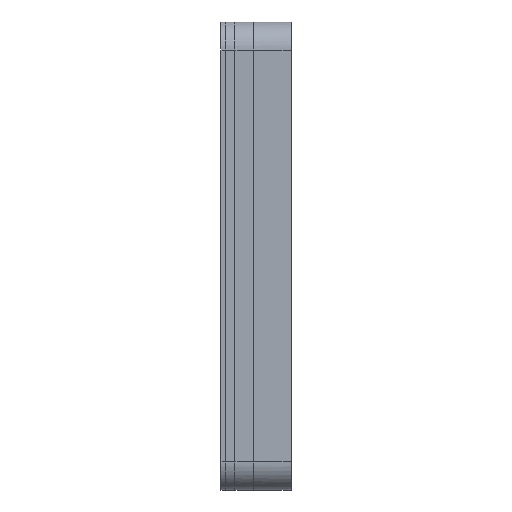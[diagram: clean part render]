
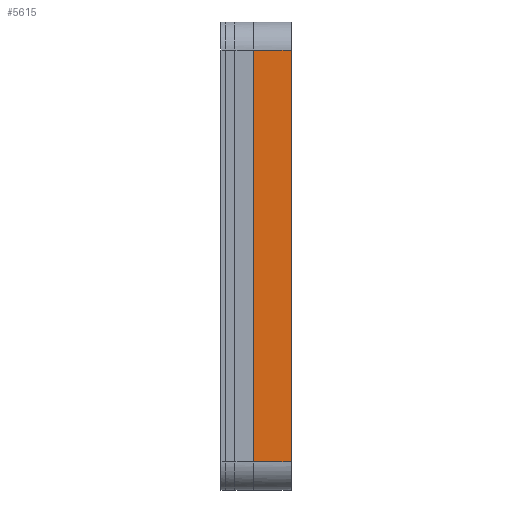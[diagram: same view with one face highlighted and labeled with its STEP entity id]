
A CAD part, front view. The second image highlights one B-rep face of the part: STEP entity #5615.
In plain terms, the highlighted free-form (B-spline) face has degree [1, 1] with [2, 2] control points.
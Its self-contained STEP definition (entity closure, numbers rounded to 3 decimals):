
#5615 = ADVANCED_FACE('',(#5616),#5646,.T.);
#5616 = FACE_BOUND('',#5617,.T.);
#5617 = EDGE_LOOP('',(#5618,#5627,#5634,#5641));
#5618 = ORIENTED_EDGE('',*,*,#5619,.T.);
#5619 = EDGE_CURVE('',#5620,#5622,#5624,.T.);
#5620 = VERTEX_POINT('',#5621);
#5621 = CARTESIAN_POINT('',(21.006,-23.565,
    33.159));
#5622 = VERTEX_POINT('',#5623);
#5623 = CARTESIAN_POINT('',(21.006,-23.565,
    11.558));
#5624 = B_SPLINE_CURVE_WITH_KNOTS('',1,(#5625,#5626),.UNSPECIFIED.,.F.,
  .F.,(2,2),(0.,22.),.PIECEWISE_BEZIER_KNOTS.);
#5625 = CARTESIAN_POINT('',(21.006,-23.565,
    33.159));
#5626 = CARTESIAN_POINT('',(21.006,-23.565,
    11.558));
#5627 = ORIENTED_EDGE('',*,*,#5628,.T.);
#5628 = EDGE_CURVE('',#5622,#5629,#5631,.T.);
#5629 = VERTEX_POINT('',#5630);
#5630 = CARTESIAN_POINT('',(19.042,-23.565,
    11.558));
#5631 = B_SPLINE_CURVE_WITH_KNOTS('',1,(#5632,#5633),.UNSPECIFIED.,.F.,
  .F.,(2,2),(0.,2.),.PIECEWISE_BEZIER_KNOTS.);
#5632 = CARTESIAN_POINT('',(21.006,-23.565,
    11.558));
#5633 = CARTESIAN_POINT('',(19.042,-23.565,
    11.558));
#5634 = ORIENTED_EDGE('',*,*,#5635,.T.);
#5635 = EDGE_CURVE('',#5629,#5636,#5638,.T.);
#5636 = VERTEX_POINT('',#5637);
#5637 = CARTESIAN_POINT('',(19.042,-23.565,
    33.159));
#5638 = B_SPLINE_CURVE_WITH_KNOTS('',1,(#5639,#5640),.UNSPECIFIED.,.F.,
  .F.,(2,2),(0.,22.),.PIECEWISE_BEZIER_KNOTS.);
#5639 = CARTESIAN_POINT('',(19.042,-23.565,
    11.558));
#5640 = CARTESIAN_POINT('',(19.042,-23.565,
    33.159));
#5641 = ORIENTED_EDGE('',*,*,#5642,.T.);
#5642 = EDGE_CURVE('',#5636,#5620,#5643,.T.);
#5643 = B_SPLINE_CURVE_WITH_KNOTS('',1,(#5644,#5645),.UNSPECIFIED.,.F.,
  .F.,(2,2),(0.,2.),.PIECEWISE_BEZIER_KNOTS.);
#5644 = CARTESIAN_POINT('',(19.042,-23.565,
    33.159));
#5645 = CARTESIAN_POINT('',(21.006,-23.565,
    33.159));
#5646 = B_SPLINE_SURFACE_WITH_KNOTS('',1,1,(
    (#5647,#5648)
    ,(#5649,#5650
    )),.UNSPECIFIED.,.F.,.F.,.F.,(2,2),(2,2),(11.771,33.771),(
    0.,2.),.PIECEWISE_BEZIER_KNOTS.);
#5647 = CARTESIAN_POINT('',(19.042,-23.565,
    11.558));
#5648 = CARTESIAN_POINT('',(21.006,-23.565,
    11.558));
#5649 = CARTESIAN_POINT('',(19.042,-23.565,
    33.159));
#5650 = CARTESIAN_POINT('',(21.006,-23.565,
    33.159));
